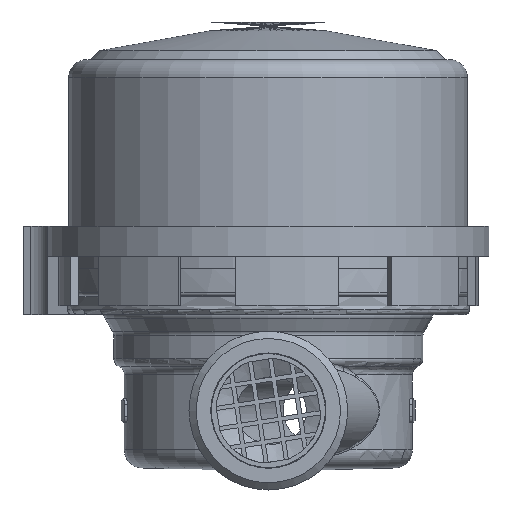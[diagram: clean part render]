
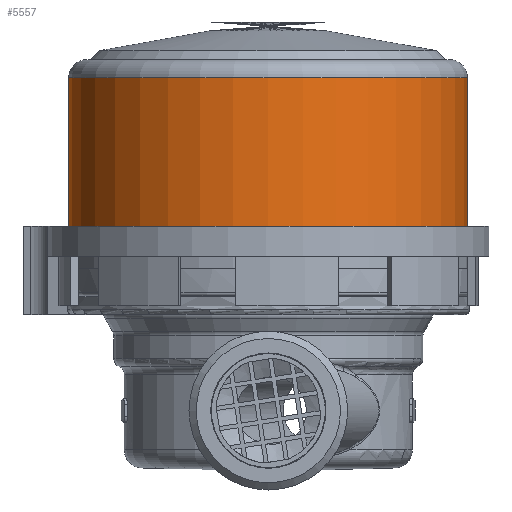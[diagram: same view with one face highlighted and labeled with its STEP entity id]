
A CAD part, left-side view. The second image highlights one B-rep face of the part: STEP entity #5557.
In plain terms, the highlighted cylindrical face has radius 33.2 mm (diameter 66.4 mm), a full revolution.
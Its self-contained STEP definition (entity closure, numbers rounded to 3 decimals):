
#5557=ADVANCED_FACE('',(#17094,#17096),#17098,.T.);
#17094=FACE_OUTER_BOUND('',#17095,.T.);
#17095=EDGE_LOOP('',(#23240));
#17096=FACE_OUTER_BOUND('',#17097,.T.);
#17097=EDGE_LOOP('',(#23241));
#17098=CYLINDRICAL_SURFACE('',#17099,33.2);
#17099=AXIS2_PLACEMENT_3D('',#17100,#17101,#17102);
#17100=CARTESIAN_POINT('',(0.,27.7,0.));
#17101=DIRECTION('',(0.,-1.,0.));
#17102=DIRECTION('',(1.,0.,0.));
#23240=ORIENTED_EDGE('',*,*,#26591,.T.);
#23241=ORIENTED_EDGE('',*,*,#26590,.F.);
#26590=EDGE_CURVE('',#31373,#31373,#31374,.T.);
#26591=EDGE_CURVE('',#31375,#31375,#31376,.T.);
#31373=VERTEX_POINT('',#45395);
#31374=CIRCLE('',#45396,33.2);
#31375=VERTEX_POINT('',#45400);
#31376=CIRCLE('',#45401,33.2);
#45395=CARTESIAN_POINT('',(33.2,2.,0.));
#45396=AXIS2_PLACEMENT_3D('',#45397,#45398,#45399);
#45397=CARTESIAN_POINT('',(0.,2.,0.));
#45398=DIRECTION('',(0.,-1.,0.));
#45399=DIRECTION('',(1.,0.,0.));
#45400=CARTESIAN_POINT('',(33.2,27.7,0.));
#45401=AXIS2_PLACEMENT_3D('',#45402,#45403,#45404);
#45402=CARTESIAN_POINT('',(0.,27.7,0.));
#45403=DIRECTION('',(0.,-1.,0.));
#45404=DIRECTION('',(1.,0.,0.));
